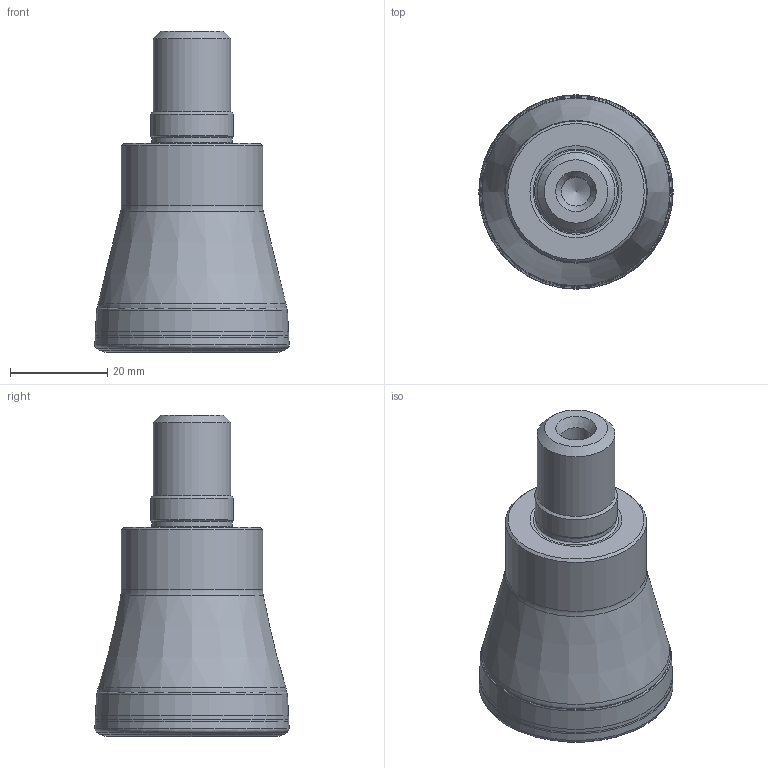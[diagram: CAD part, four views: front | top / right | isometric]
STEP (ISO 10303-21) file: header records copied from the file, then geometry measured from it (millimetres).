
FILE_DESCRIPTION(/* description */ (''),/* implementation_level */ '2;1');
FILE_NAME(/* name */ '202793768ndi000_00.stp',/* time_stamp */ '2020-01-15T11:07:08+01:00',/* author */ (''),/* organization */ (''),/* preprocessor_version */ 'ST-DEVELOPER v16.7',/* originating_system */ 'SIEMENS PLM Software NX 12.0',/* authorisation */ '');
FILE_SCHEMA (('AUTOMOTIVE_DESIGN { 1 0 10303 214 3 1 1 1 }'));
Length unit declared in the file: millimetre
Products named in the file (1): mp5435A8329A4zsn
Bounding box: 39.92 x 39.92 x 66 mm (x, y, z)
Volume: 45295.2 mm3; surface area: 11146.2 mm2
Topology: 2 solids, 2 shells, 61 faces, 127 edges, 69 vertices
Faces by surface type: revolution 34, cone 10, torus 8, cylinder 6, plane 3
Full cylindrical faces by diameter (mm): 6 x1, 16 x1, 16.5 x1, 17 x1, 29 x1, 38.763 x1
Entity records: 1506 total; most frequent: CARTESIAN_POINT 425, DIRECTION 210, FACE_BOUND 122, EDGE_LOOP 120, ORIENTED_EDGE 120, AXIS2_PLACEMENT_3D 88, VERTEX_POINT 62, ADVANCED_FACE 61
